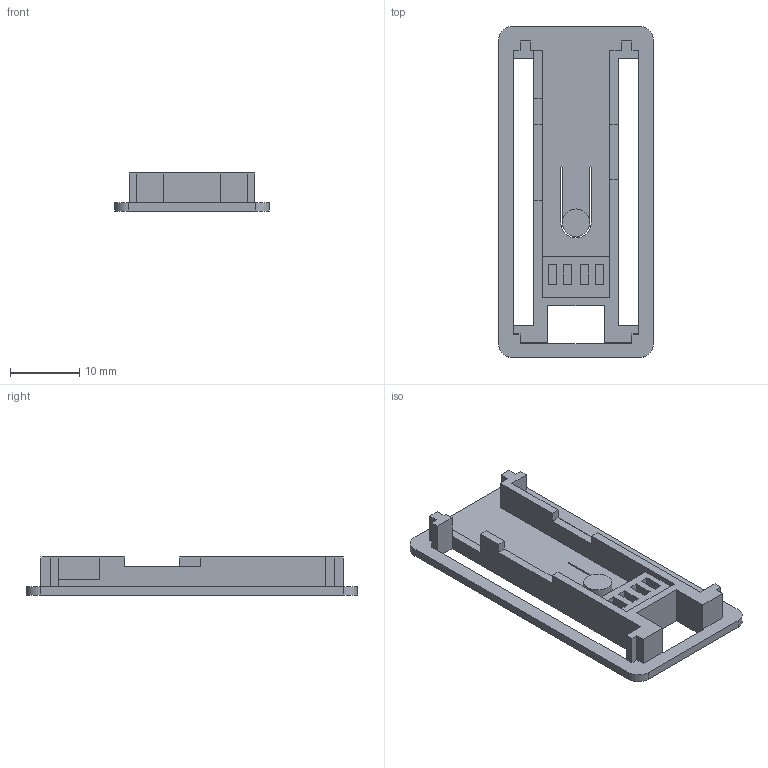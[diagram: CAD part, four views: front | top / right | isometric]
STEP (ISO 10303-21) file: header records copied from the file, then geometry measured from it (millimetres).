
FILE_DESCRIPTION (( 'STEP AP214' ), '1' );
FILE_NAME ('arduino-nano_top.STEP', '2024-07-27T14:08:55', ( '' ), ( '' ), 'SwSTEP 2.0', 'SolidWorks 2023', '' );
FILE_SCHEMA (( 'AUTOMOTIVE_DESIGN' ));
Length unit declared in the file: millimetre
Products named in the file (1): arduino-nano_top
Bounding box: 22.4 x 47.9 x 5.5 mm (x, y, z)
Volume: 1679.4 mm3; surface area: 3012.7 mm2
Topology: 1 solids, 1 shells, 90 faces, 251 edges, 165 vertices
Faces by surface type: plane 81, cylinder 9
Entity records: 2876 total; most frequent: CARTESIAN_POINT 507, ORIENTED_EDGE 502, DIRECTION 451, EDGE_CURVE 251, LINE 233, VECTOR 233, VERTEX_POINT 165, AXIS2_PLACEMENT_3D 109
